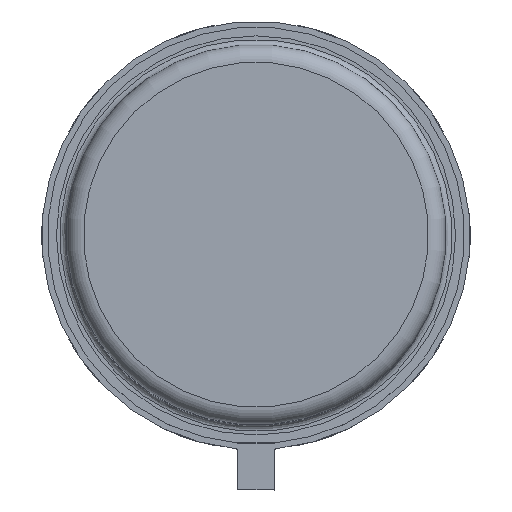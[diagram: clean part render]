
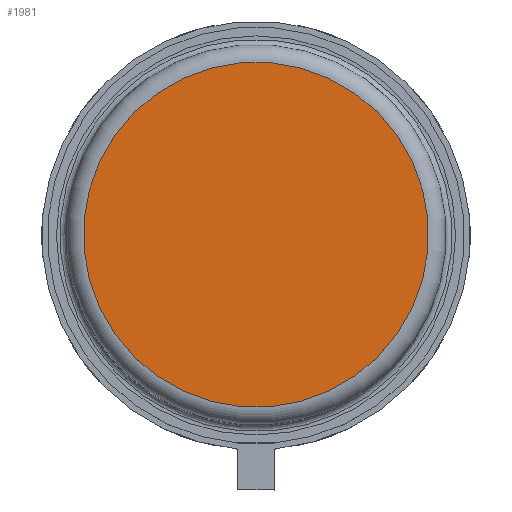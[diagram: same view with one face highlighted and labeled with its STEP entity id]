
A CAD part, top view. The second image highlights one B-rep face of the part: STEP entity #1981.
In plain terms, the highlighted planar face has unit normal (0, 0, 1).
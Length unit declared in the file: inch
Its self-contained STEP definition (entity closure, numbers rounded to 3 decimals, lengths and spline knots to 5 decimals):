
#1647=PLANE('',#3704);
#1828=CIRCLE('',#3702,0.147);
#1981=ADVANCED_FACE('',(#2112),#1647,.T.);
#2112=FACE_OUTER_BOUND('',#2233,.T.);
#2233=EDGE_LOOP('',(#2513));
#2513=ORIENTED_EDGE('',*,*,#3353,.T.);
#3094=VERTEX_POINT('',#5628);
#3353=EDGE_CURVE('',#3094,#3094,#1828,.T.);
#3702=AXIS2_PLACEMENT_3D('',#5627,#4025,#4026);
#3704=AXIS2_PLACEMENT_3D('',#5630,#4029,#4030);
#4025=DIRECTION('',(0.,0.,1.));
#4026=DIRECTION('',(1.,0.,0.));
#4029=DIRECTION('',(0.,0.,1.));
#4030=DIRECTION('',(0.,-1.,0.));
#5627=CARTESIAN_POINT('',(0.,0.,0.357));
#5628=CARTESIAN_POINT('',(0.147,0.,0.357));
#5630=CARTESIAN_POINT('',(-0.1782,0.1782,0.357));
